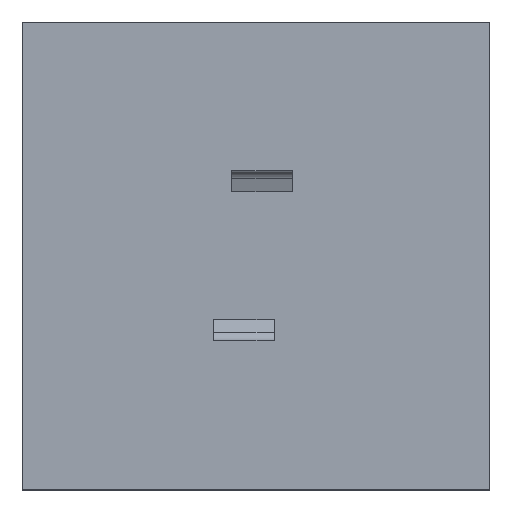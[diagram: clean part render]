
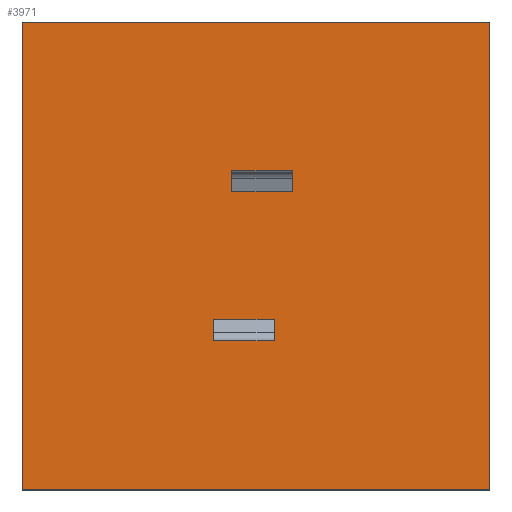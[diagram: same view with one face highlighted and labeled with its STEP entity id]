
A CAD part, top view. The second image highlights one B-rep face of the part: STEP entity #3971.
In plain terms, the highlighted planar face has unit normal (0, 0, 1).
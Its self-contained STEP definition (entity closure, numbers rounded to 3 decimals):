
#91=FACE_BOUND('',#638,.T.);
#92=FACE_BOUND('',#639,.T.);
#389=FACE_OUTER_BOUND('',#637,.T.);
#637=EDGE_LOOP('',(#3197,#3198,#3199,#3200));
#638=EDGE_LOOP('',(#3201,#3202,#3203,#3204));
#639=EDGE_LOOP('',(#3205,#3206,#3207,#3208));
#956=LINE('',#6216,#1406);
#960=LINE('',#6224,#1410);
#963=LINE('',#6230,#1413);
#966=LINE('',#6235,#1416);
#968=LINE('',#6240,#1418);
#972=LINE('',#6248,#1422);
#975=LINE('',#6254,#1425);
#978=LINE('',#6259,#1428);
#992=LINE('',#6290,#1442);
#996=LINE('',#6298,#1446);
#999=LINE('',#6304,#1449);
#1002=LINE('',#6309,#1452);
#1406=VECTOR('',#5071,10.);
#1410=VECTOR('',#5077,10.);
#1413=VECTOR('',#5082,10.);
#1416=VECTOR('',#5087,10.);
#1418=VECTOR('',#5091,10.);
#1422=VECTOR('',#5097,10.);
#1425=VECTOR('',#5102,10.);
#1428=VECTOR('',#5107,10.);
#1442=VECTOR('',#5135,10.);
#1446=VECTOR('',#5141,10.);
#1449=VECTOR('',#5146,10.);
#1452=VECTOR('',#5151,10.);
#1818=VERTEX_POINT('',#6214);
#1819=VERTEX_POINT('',#6215);
#1822=VERTEX_POINT('',#6223);
#1824=VERTEX_POINT('',#6229);
#1826=VERTEX_POINT('',#6238);
#1827=VERTEX_POINT('',#6239);
#1830=VERTEX_POINT('',#6247);
#1832=VERTEX_POINT('',#6253);
#1842=VERTEX_POINT('',#6288);
#1843=VERTEX_POINT('',#6289);
#1846=VERTEX_POINT('',#6297);
#1848=VERTEX_POINT('',#6303);
#2276=EDGE_CURVE('',#1818,#1819,#956,.T.);
#2280=EDGE_CURVE('',#1819,#1822,#960,.T.);
#2283=EDGE_CURVE('',#1822,#1824,#963,.T.);
#2286=EDGE_CURVE('',#1824,#1818,#966,.T.);
#2288=EDGE_CURVE('',#1826,#1827,#968,.T.);
#2292=EDGE_CURVE('',#1827,#1830,#972,.T.);
#2295=EDGE_CURVE('',#1830,#1832,#975,.T.);
#2298=EDGE_CURVE('',#1832,#1826,#978,.T.);
#2312=EDGE_CURVE('',#1842,#1843,#992,.T.);
#2316=EDGE_CURVE('',#1846,#1842,#996,.T.);
#2319=EDGE_CURVE('',#1848,#1846,#999,.T.);
#2322=EDGE_CURVE('',#1843,#1848,#1002,.T.);
#3197=ORIENTED_EDGE('',*,*,#2322,.F.);
#3198=ORIENTED_EDGE('',*,*,#2312,.F.);
#3199=ORIENTED_EDGE('',*,*,#2316,.F.);
#3200=ORIENTED_EDGE('',*,*,#2319,.F.);
#3201=ORIENTED_EDGE('',*,*,#2283,.T.);
#3202=ORIENTED_EDGE('',*,*,#2286,.T.);
#3203=ORIENTED_EDGE('',*,*,#2276,.T.);
#3204=ORIENTED_EDGE('',*,*,#2280,.T.);
#3205=ORIENTED_EDGE('',*,*,#2295,.T.);
#3206=ORIENTED_EDGE('',*,*,#2298,.T.);
#3207=ORIENTED_EDGE('',*,*,#2288,.T.);
#3208=ORIENTED_EDGE('',*,*,#2292,.T.);
#3770=PLANE('',#4339);
#3971=ADVANCED_FACE('',(#389,#91,#92),#3770,.T.);
#4339=AXIS2_PLACEMENT_3D('',#6311,#5153,#5154);
#5071=DIRECTION('',(1.,0.,0.));
#5077=DIRECTION('',(0.,-1.,0.));
#5082=DIRECTION('',(-1.,0.,0.));
#5087=DIRECTION('',(0.,1.,0.));
#5091=DIRECTION('',(-1.,0.,0.));
#5097=DIRECTION('',(0.,1.,0.));
#5102=DIRECTION('',(1.,0.,0.));
#5107=DIRECTION('',(0.,-1.,0.));
#5135=DIRECTION('',(0.,1.,0.));
#5141=DIRECTION('',(-1.,0.,0.));
#5146=DIRECTION('',(0.,-1.,0.));
#5151=DIRECTION('',(1.,0.,0.));
#5153=DIRECTION('center_axis',(0.,0.,1.));
#5154=DIRECTION('ref_axis',(-1.,0.,0.));
#6214=CARTESIAN_POINT('',(23.5,28.,-16.485));
#6215=CARTESIAN_POINT('',(43.5,28.,-16.485));
#6216=CARTESIAN_POINT('',(37.5,28.,-16.485));
#6223=CARTESIAN_POINT('',(43.5,21.,-16.485));
#6224=CARTESIAN_POINT('',(43.5,10.5,-16.485));
#6229=CARTESIAN_POINT('',(23.5,21.,-16.485));
#6230=CARTESIAN_POINT('',(27.5,21.,-16.485));
#6235=CARTESIAN_POINT('',(23.5,14.,-16.485));
#6238=CARTESIAN_POINT('',(37.5,-28.,-16.485));
#6239=CARTESIAN_POINT('',(17.5,-28.,-16.485));
#6240=CARTESIAN_POINT('',(24.5,-28.,-16.485));
#6247=CARTESIAN_POINT('',(17.5,-21.,-16.485));
#6248=CARTESIAN_POINT('',(17.5,-10.5,-16.485));
#6253=CARTESIAN_POINT('',(37.5,-21.,-16.485));
#6254=CARTESIAN_POINT('',(34.5,-21.,-16.485));
#6259=CARTESIAN_POINT('',(37.5,-14.,-16.485));
#6288=CARTESIAN_POINT('',(-45.5,-77.,-16.485));
#6289=CARTESIAN_POINT('',(-45.5,77.,-16.485));
#6290=CARTESIAN_POINT('',(-45.5,-37.5,-16.485));
#6297=CARTESIAN_POINT('',(108.5,-77.,-16.485));
#6298=CARTESIAN_POINT('',(69.,-77.,-16.485));
#6303=CARTESIAN_POINT('',(108.5,77.,-16.485));
#6304=CARTESIAN_POINT('',(108.5,37.5,-16.485));
#6309=CARTESIAN_POINT('',(-6.,77.,-16.485));
#6311=CARTESIAN_POINT('Origin',(31.5,0.,-16.485));
